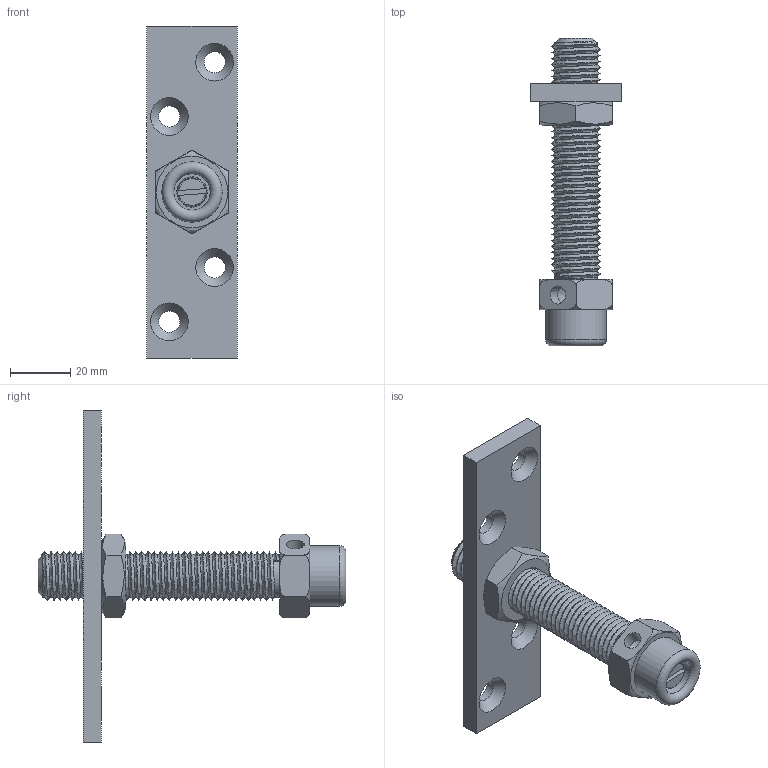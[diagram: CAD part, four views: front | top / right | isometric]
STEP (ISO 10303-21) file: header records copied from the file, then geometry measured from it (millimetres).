
FILE_DESCRIPTION((''),'2;1');
FILE_NAME('1085.stp','2009-05-20T08:44:06',('Didierr'),(''),'Autodesk Inventor 2009','Autodesk Inventor 2009','');
FILE_SCHEMA(('AUTOMOTIVE_DESIGN { 1 0 10303 214 1 1 1 1 }'));
Length unit declared in the file: millimetre
Products named in the file (8): 1085; 15419; vis TH M16x80 helicoidal; vis TH M16x80 corps_1; 15348; 14023; ISO 4035  (Taraudage usuel) M16; ISO 1207  (Taraudage usuel) M 6 x 20
Assembly tree (7 placements, depth 3):
  1085
    15419
      vis TH M16x80 helicoidal
      vis TH M16x80 corps_1
    15348
    14023
    ISO 4035  (Taraudage usuel) M16
    ISO 1207  (Taraudage usuel) M 6 x 20
Bounding box: 30 x 102 x 110 mm (x, y, z)
Volume: 41628.7 mm3; surface area: 26298.5 mm2
Topology: 6 solids, 6 shells, 70 faces, 159 edges, 103 vertices
Faces by surface type: plane 33, bspline 21, cone 8, cylinder 5, torus 3
Full cylindrical faces by diameter (mm): 5.386 x1, 6 x1, 14 x1, 20 x1
Entity records: 11881 total; most frequent: CARTESIAN_POINT 10382, DIRECTION 256, ORIENTED_EDGE 232, EDGE_LOOP 117, EDGE_CURVE 116, AXIS2_PLACEMENT_3D 111, VERTEX_POINT 91, FACE_OUTER_BOUND 70
